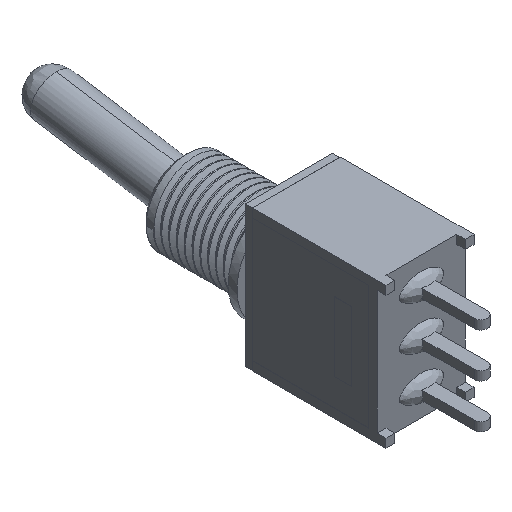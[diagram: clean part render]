
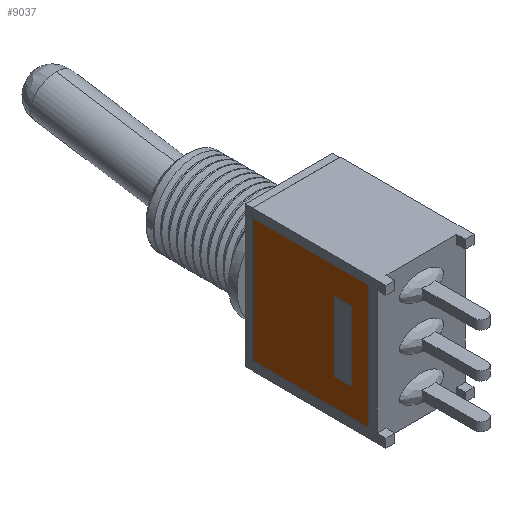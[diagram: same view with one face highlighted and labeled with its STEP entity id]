
A CAD part, isometric view. The second image highlights one B-rep face of the part: STEP entity #9037.
In plain terms, the highlighted planar face has unit normal (-1, 0, 0).
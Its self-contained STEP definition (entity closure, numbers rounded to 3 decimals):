
#10 = CARTESIAN_POINT ( 'NONE',  ( -2.52, 4.565, 3.555 ) ) ;
#87 = CARTESIAN_POINT ( 'NONE',  ( -2.52, 2., 0. ) ) ;
#296 = FACE_BOUND ( 'NONE', #7513, .T. ) ;
#389 = FACE_OUTER_BOUND ( 'NONE', #4933, .T. ) ;
#759 = VERTEX_POINT ( 'NONE', #8966 ) ;
#920 = EDGE_CURVE ( 'NONE', #9887, #13893, #9400, .T. ) ;
#950 = ORIENTED_EDGE ( 'NONE', *, *, #4713, .F. ) ;
#1022 = EDGE_CURVE ( 'NONE', #10228, #13893, #8195, .T. ) ;
#1367 = VECTOR ( 'NONE', #4981, 1000. ) ;
#1405 = LINE ( 'NONE', #10, #1760 ) ;
#1457 = CARTESIAN_POINT ( 'NONE',  ( -2.52, 1.01, 0. ) ) ;
#1618 = ORIENTED_EDGE ( 'NONE', *, *, #13473, .F. ) ;
#1760 = VECTOR ( 'NONE', #6655, 1000. ) ;
#2366 = AXIS2_PLACEMENT_3D ( 'NONE', #16622, #15205, #10058 ) ;
#3191 = VECTOR ( 'NONE', #13965, 1000. ) ;
#3895 = CARTESIAN_POINT ( 'NONE',  ( -2.52, 7.71, 0. ) ) ;
#4167 = CARTESIAN_POINT ( 'NONE',  ( -2.52, 1.01, 3.555 ) ) ;
#4713 = EDGE_CURVE ( 'NONE', #9887, #7230, #1405, .T. ) ;
#4933 = EDGE_LOOP ( 'NONE', ( #10023, #5833, #950, #14426 ) ) ;
#4979 = CARTESIAN_POINT ( 'NONE',  ( -2.52, 4.565, -2. ) ) ;
#4981 = DIRECTION ( 'NONE',  ( 0., 1., 0. ) ) ;
#5426 = CARTESIAN_POINT ( 'NONE',  ( -2.52, 2., 2. ) ) ;
#5833 = ORIENTED_EDGE ( 'NONE', *, *, #13251, .F. ) ;
#5956 = DIRECTION ( 'NONE',  ( 0., 0., -1. ) ) ;
#6132 = LINE ( 'NONE', #11545, #12742 ) ;
#6161 = ORIENTED_EDGE ( 'NONE', *, *, #10452, .F. ) ;
#6262 = CARTESIAN_POINT ( 'NONE',  ( -2.52, 7.71, -3.555 ) ) ;
#6655 = DIRECTION ( 'NONE',  ( 0., -1., 0. ) ) ;
#6703 = VERTEX_POINT ( 'NONE', #5426 ) ;
#6809 = LINE ( 'NONE', #87, #9347 ) ;
#7230 = VERTEX_POINT ( 'NONE', #4167 ) ;
#7513 = EDGE_LOOP ( 'NONE', ( #15506, #9909, #6161, #1618 ) ) ;
#7726 = CARTESIAN_POINT ( 'NONE',  ( -2.52, 4.565, 2. ) ) ;
#7912 = CARTESIAN_POINT ( 'NONE',  ( -2.52, 3., 2. ) ) ;
#8195 = LINE ( 'NONE', #9532, #3191 ) ;
#8374 = LINE ( 'NONE', #1457, #14710 ) ;
#8639 = PLANE ( 'NONE',  #2366 ) ;
#8966 = CARTESIAN_POINT ( 'NONE',  ( -2.52, 2., -2. ) ) ;
#9037 = ADVANCED_FACE ( 'NONE', ( #296, #389 ), #8639, .F. ) ;
#9049 = VECTOR ( 'NONE', #9319, 1000. ) ;
#9146 = LINE ( 'NONE', #4979, #9049 ) ;
#9319 = DIRECTION ( 'NONE',  ( 0., -1., 0. ) ) ;
#9347 = VECTOR ( 'NONE', #16326, 1000. ) ;
#9400 = LINE ( 'NONE', #3895, #9443 ) ;
#9443 = VECTOR ( 'NONE', #10553, 1000. ) ;
#9532 = CARTESIAN_POINT ( 'NONE',  ( -2.52, 4.565, -3.555 ) ) ;
#9887 = VERTEX_POINT ( 'NONE', #16961 ) ;
#9909 = ORIENTED_EDGE ( 'NONE', *, *, #16112, .F. ) ;
#10023 = ORIENTED_EDGE ( 'NONE', *, *, #1022, .F. ) ;
#10058 = DIRECTION ( 'NONE',  ( 0., 0., -1. ) ) ;
#10228 = VERTEX_POINT ( 'NONE', #17409 ) ;
#10452 = EDGE_CURVE ( 'NONE', #759, #6703, #6809, .T. ) ;
#10553 = DIRECTION ( 'NONE',  ( 0., 0., -1. ) ) ;
#11545 = CARTESIAN_POINT ( 'NONE',  ( -2.52, 3., 0. ) ) ;
#12742 = VECTOR ( 'NONE', #5956, 1000. ) ;
#13251 = EDGE_CURVE ( 'NONE', #7230, #10228, #8374, .T. ) ;
#13473 = EDGE_CURVE ( 'NONE', #13491, #759, #9146, .T. ) ;
#13491 = VERTEX_POINT ( 'NONE', #14563 ) ;
#13893 = VERTEX_POINT ( 'NONE', #6262 ) ;
#13965 = DIRECTION ( 'NONE',  ( 0., 1., 0. ) ) ;
#14426 = ORIENTED_EDGE ( 'NONE', *, *, #920, .T. ) ;
#14563 = CARTESIAN_POINT ( 'NONE',  ( -2.52, 3., -2. ) ) ;
#14565 = LINE ( 'NONE', #7726, #1367 ) ;
#14710 = VECTOR ( 'NONE', #15318, 1000. ) ;
#15205 = DIRECTION ( 'NONE',  ( 1., 0., 0. ) ) ;
#15318 = DIRECTION ( 'NONE',  ( 0., 0., -1. ) ) ;
#15506 = ORIENTED_EDGE ( 'NONE', *, *, #17421, .F. ) ;
#15837 = VERTEX_POINT ( 'NONE', #7912 ) ;
#16112 = EDGE_CURVE ( 'NONE', #6703, #15837, #14565, .T. ) ;
#16326 = DIRECTION ( 'NONE',  ( 0., 0., 1. ) ) ;
#16622 = CARTESIAN_POINT ( 'NONE',  ( -2.52, 4.565, 0. ) ) ;
#16961 = CARTESIAN_POINT ( 'NONE',  ( -2.52, 7.71, 3.555 ) ) ;
#17409 = CARTESIAN_POINT ( 'NONE',  ( -2.52, 1.01, -3.555 ) ) ;
#17421 = EDGE_CURVE ( 'NONE', #15837, #13491, #6132, .T. ) ;
